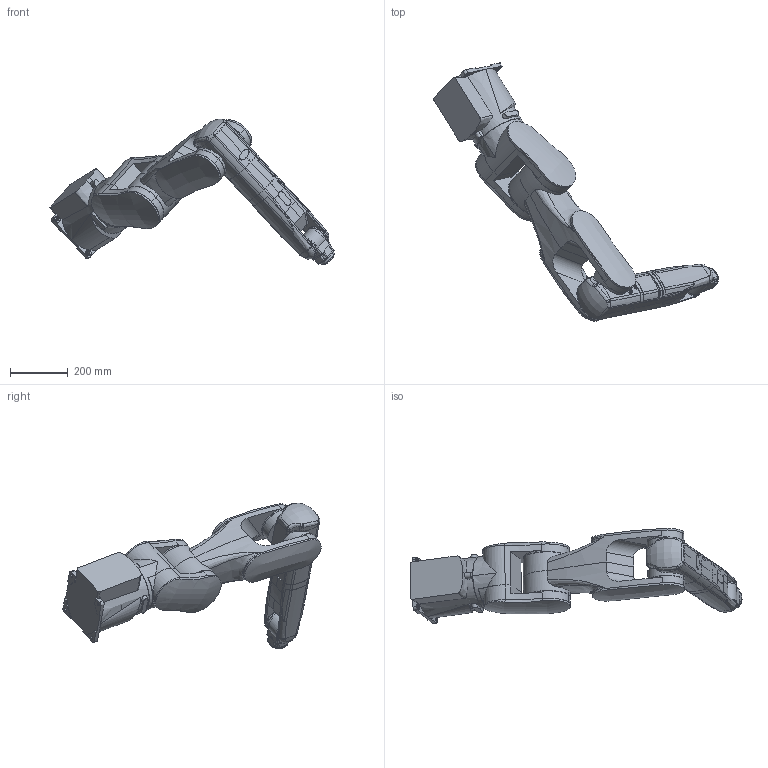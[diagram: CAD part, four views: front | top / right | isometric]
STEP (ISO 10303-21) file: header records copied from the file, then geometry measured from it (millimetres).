
FILE_DESCRIPTION (( 'STEP AP203' ), '1' );
FILE_NAME ('HH7 TOTAL.STEP', '2020-11-10T02:56:04', ( 'fulluser' ), ( '' ), 'SwSTEP 2.0', 'SolidWorks 2020', '' );
FILE_SCHEMA (( 'CONFIG_CONTROL_DESIGN' ));
Length unit declared in the file: millimetre
Products named in the file (9): wrist body; 譆褐 ARM PIPE ASSY; lower frame; mechanical interfarce; wrist holder; arm frame; base frame1; HH7 TOTAL; upper frame
Assembly tree (8 placements, depth 2):
  HH7 TOTAL
    arm frame
    譆褐 ARM PIPE ASSY
    lower frame
    mechanical interfarce
    upper frame
    wrist body
    wrist holder
    base frame1
Bounding box: 984.16 x 893.42 x 504.21 mm (x, y, z)
Volume: 28627934.8 mm3; surface area: 2204787.6 mm2
Topology: 25 solids, 44 shells, 1395 faces, 3375 edges, 2126 vertices
Faces by surface type: cylinder 603, plane 455, cone 175, bspline 144, torus 16, sphere 2
Entity records: 52970 total; most frequent: CARTESIAN_POINT 20079, DIRECTION 6718, ORIENTED_EDGE 6590, EDGE_CURVE 3295, AXIS2_PLACEMENT_3D 2672, VERTEX_POINT 2126, EDGE_LOOP 1593, CIRCLE 1410
